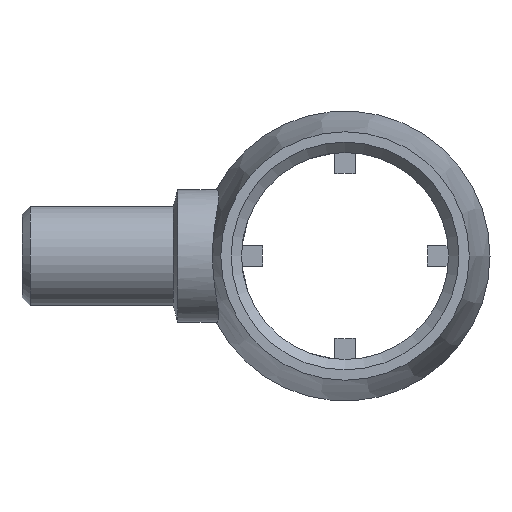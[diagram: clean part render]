
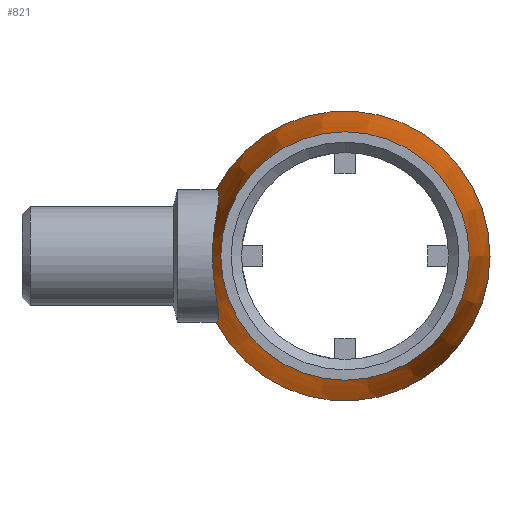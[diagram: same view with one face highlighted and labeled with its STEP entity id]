
A CAD part, left-side view. The second image highlights one B-rep face of the part: STEP entity #821.
In plain terms, the highlighted conical face has half-angle 10.685 degrees and reference radius 16.25 mm.
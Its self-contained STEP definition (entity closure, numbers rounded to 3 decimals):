
#23=B_SPLINE_CURVE_WITH_KNOTS('',3,(#1506,#1507,#1508,#1509,#1510,#1511,
#1512,#1513,#1514,#1515,#1516,#1517,#1518,#1519,#1520,#1521,#1522,#1523,
#1524,#1525,#1526,#1527,#1528),.UNSPECIFIED.,.F.,.F.,(4,2,2,2,2,2,2,2,2,
3,4),(-2.356,-2.287,-2.003,-1.719,
-1.431,-1.143,-0.855,-0.568,
-0.284,0.,0.07),.UNSPECIFIED.);
#45=CONICAL_SURFACE('',#934,16.25,0.186);
#91=CIRCLE('',#932,17.5);
#92=CIRCLE('',#933,17.5);
#93=CIRCLE('',#935,15.);
#159=FACE_OUTER_BOUND('',#220,.T.);
#220=EDGE_LOOP('',(#736,#737,#738,#739,#740,#741));
#279=LINE('',#1577,#334);
#334=VECTOR('',#1188,16.25);
#395=VERTEX_POINT('',#1494);
#396=VERTEX_POINT('',#1505);
#405=VERTEX_POINT('',#1571);
#406=VERTEX_POINT('',#1576);
#499=EDGE_CURVE('',#396,#395,#23,.T.);
#516=EDGE_CURVE('',#405,#395,#91,.T.);
#517=EDGE_CURVE('',#396,#405,#92,.T.);
#518=EDGE_CURVE('',#405,#406,#279,.T.);
#519=EDGE_CURVE('',#406,#406,#93,.T.);
#736=ORIENTED_EDGE('',*,*,#499,.T.);
#737=ORIENTED_EDGE('',*,*,#516,.F.);
#738=ORIENTED_EDGE('',*,*,#518,.T.);
#739=ORIENTED_EDGE('',*,*,#519,.T.);
#740=ORIENTED_EDGE('',*,*,#518,.F.);
#741=ORIENTED_EDGE('',*,*,#517,.F.);
#821=ADVANCED_FACE('',(#159),#45,.T.);
#932=AXIS2_PLACEMENT_3D('',#1573,#1182,#1183);
#933=AXIS2_PLACEMENT_3D('',#1574,#1184,#1185);
#934=AXIS2_PLACEMENT_3D('',#1575,#1186,#1187);
#935=AXIS2_PLACEMENT_3D('',#1578,#1189,#1190);
#1182=DIRECTION('center_axis',(1.,0.,0.));
#1183=DIRECTION('ref_axis',(0.,0.,-1.));
#1184=DIRECTION('center_axis',(1.,0.,0.));
#1185=DIRECTION('ref_axis',(0.,0.,-1.));
#1186=DIRECTION('center_axis',(1.,0.,0.));
#1187=DIRECTION('ref_axis',(0.,1.,0.));
#1188=DIRECTION('',(-0.983,0.185,0.));
#1189=DIRECTION('center_axis',(1.,0.,0.));
#1190=DIRECTION('ref_axis',(0.,0.,-1.));
#1494=CARTESIAN_POINT('',(-26.75,15.564,-8.));
#1505=CARTESIAN_POINT('',(-26.75,15.564,8.));
#1506=CARTESIAN_POINT('Ctrl Pts',(-26.75,15.564,8.));
#1507=CARTESIAN_POINT('Ctrl Pts',(-26.981,15.515,8.));
#1508=CARTESIAN_POINT('Ctrl Pts',(-27.212,15.472,7.99));
#1509=CARTESIAN_POINT('Ctrl Pts',(-28.37,15.277,7.89));
#1510=CARTESIAN_POINT('Ctrl Pts',(-29.358,15.206,7.629));
#1511=CARTESIAN_POINT('Ctrl Pts',(-31.162,15.246,6.748));
#1512=CARTESIAN_POINT('Ctrl Pts',(-31.977,15.35,6.129));
#1513=CARTESIAN_POINT('Ctrl Pts',(-33.263,15.58,4.742));
#1514=CARTESIAN_POINT('Ctrl Pts',(-33.823,15.723,3.873));
#1515=CARTESIAN_POINT('Ctrl Pts',(-34.567,15.93,1.982));
#1516=CARTESIAN_POINT('Ctrl Pts',(-34.75,15.991,0.959));
#1517=CARTESIAN_POINT('Ctrl Pts',(-34.75,15.991,-0.959));
#1518=CARTESIAN_POINT('Ctrl Pts',(-34.567,15.93,-1.982));
#1519=CARTESIAN_POINT('Ctrl Pts',(-33.823,15.723,-3.873));
#1520=CARTESIAN_POINT('Ctrl Pts',(-33.263,15.58,-4.742));
#1521=CARTESIAN_POINT('Ctrl Pts',(-31.977,15.35,-6.129));
#1522=CARTESIAN_POINT('Ctrl Pts',(-31.162,15.246,-6.748));
#1523=CARTESIAN_POINT('Ctrl Pts',(-29.358,15.206,-7.629));
#1524=CARTESIAN_POINT('Ctrl Pts',(-28.37,15.277,-7.89));
#1525=CARTESIAN_POINT('Ctrl Pts',(-27.44,15.433,-7.97));
#1526=CARTESIAN_POINT('Ctrl Pts',(-27.212,15.472,-7.99));
#1527=CARTESIAN_POINT('Ctrl Pts',(-26.981,15.515,-8.));
#1528=CARTESIAN_POINT('Ctrl Pts',(-26.75,15.564,-8.));
#1571=CARTESIAN_POINT('',(-26.75,-17.5,0.));
#1573=CARTESIAN_POINT('Origin',(-26.75,0.,0.));
#1574=CARTESIAN_POINT('Origin',(-26.75,0.,0.));
#1575=CARTESIAN_POINT('Origin',(-33.375,0.,0.));
#1576=CARTESIAN_POINT('',(-40.,-15.,0.));
#1577=CARTESIAN_POINT('',(-33.375,-16.25,0.));
#1578=CARTESIAN_POINT('Origin',(-40.,0.,0.));
